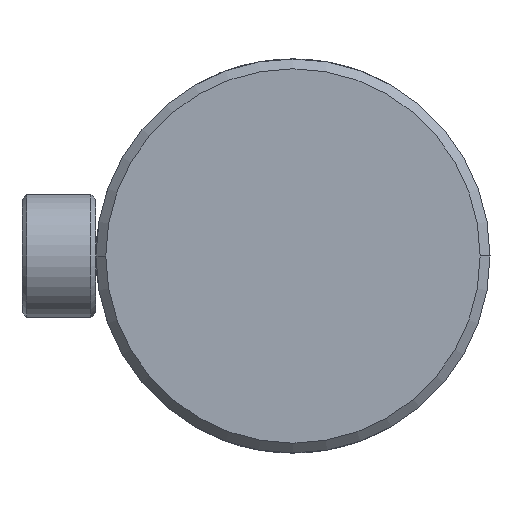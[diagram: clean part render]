
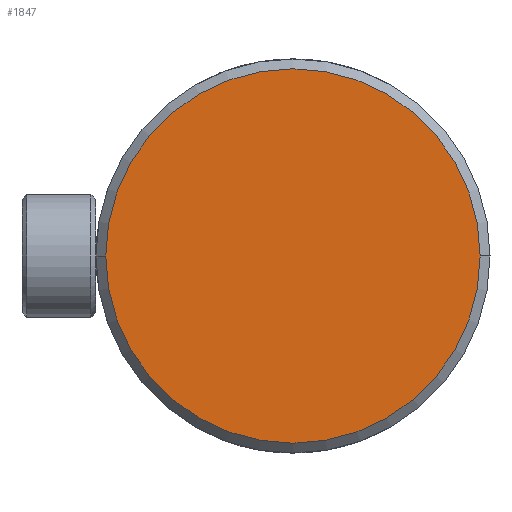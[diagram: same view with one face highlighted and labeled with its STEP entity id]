
A CAD part, left-side view. The second image highlights one B-rep face of the part: STEP entity #1847.
In plain terms, the highlighted planar face has unit normal (-1, 0, 0).
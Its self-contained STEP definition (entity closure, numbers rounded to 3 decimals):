
#12 = FACE_OUTER_BOUND ( 'NONE', #3088, .T. ) ;
#571 = DIRECTION ( 'NONE',  ( -1., 0., 0. ) ) ;
#598 = ORIENTED_EDGE ( 'NONE', *, *, #4298, .F. ) ;
#746 = CARTESIAN_POINT ( 'NONE',  ( -58., 0., 0. ) ) ;
#880 = CIRCLE ( 'NONE', #1800, 38. ) ;
#1071 = DIRECTION ( 'NONE',  ( 0., 1., 0. ) ) ;
#1800 = AXIS2_PLACEMENT_3D ( 'NONE', #746, #3076, #1071 ) ;
#1805 = EDGE_CURVE ( 'NONE', #3557, #2030, #2660, .T. ) ;
#1844 = DIRECTION ( 'NONE',  ( 1., 0., 0. ) ) ;
#1847 = ADVANCED_FACE ( 'NONE', ( #12 ), #3890, .T. ) ;
#2030 = VERTEX_POINT ( 'NONE', #2700 ) ;
#2660 = CIRCLE ( 'NONE', #2675, 38. ) ;
#2675 = AXIS2_PLACEMENT_3D ( 'NONE', #3360, #1844, #4173 ) ;
#2700 = CARTESIAN_POINT ( 'NONE',  ( -58., 38., 0. ) ) ;
#3076 = DIRECTION ( 'NONE',  ( 1., 0., 0. ) ) ;
#3088 = EDGE_LOOP ( 'NONE', ( #598, #3355 ) ) ;
#3260 = DIRECTION ( 'NONE',  ( 0., -1., 0. ) ) ;
#3355 = ORIENTED_EDGE ( 'NONE', *, *, #1805, .F. ) ;
#3360 = CARTESIAN_POINT ( 'NONE',  ( -58., 0., 0. ) ) ;
#3418 = CARTESIAN_POINT ( 'NONE',  ( -58., 0., 0. ) ) ;
#3557 = VERTEX_POINT ( 'NONE', #3886 ) ;
#3886 = CARTESIAN_POINT ( 'NONE',  ( -58., -38., 0. ) ) ;
#3890 = PLANE ( 'NONE',  #4021 ) ;
#4021 = AXIS2_PLACEMENT_3D ( 'NONE', #3418, #571, #3260 ) ;
#4173 = DIRECTION ( 'NONE',  ( 0., 1., 0. ) ) ;
#4298 = EDGE_CURVE ( 'NONE', #2030, #3557, #880, .T. ) ;
